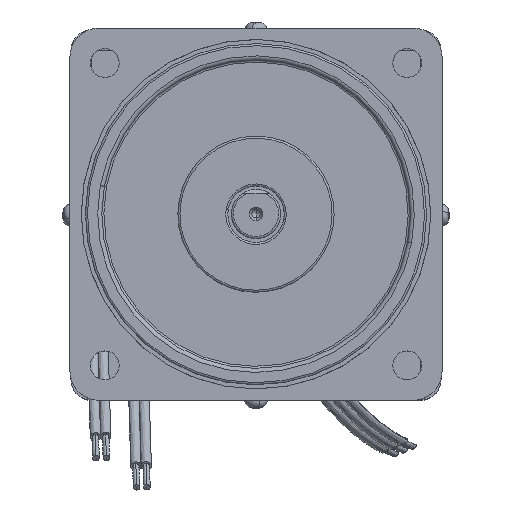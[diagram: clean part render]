
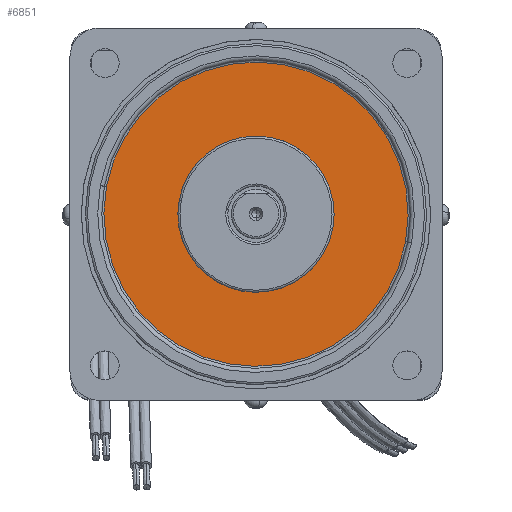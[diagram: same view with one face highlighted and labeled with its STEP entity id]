
A CAD part, top view. The second image highlights one B-rep face of the part: STEP entity #6851.
In plain terms, the highlighted face is planar.
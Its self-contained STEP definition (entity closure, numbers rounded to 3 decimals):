
#3583 = CIRCLE ( 'NONE', #3590, 37. ) ;
#3589 = CARTESIAN_POINT ( 'NONE',  ( 0., 0., -20.5 ) ) ;
#3590 = AXIS2_PLACEMENT_3D ( 'NONE', #3589, #3828, #3827 ) ;
#3592 = FACE_OUTER_BOUND ( 'NONE', #6970, .T. ) ;
#3593 = DIRECTION ( 'NONE',  ( 1., 0., 0. ) ) ;
#3594 = DIRECTION ( 'NONE',  ( 0., 0., 1. ) ) ;
#3595 = CARTESIAN_POINT ( 'NONE',  ( 0., 0., -20.5 ) ) ;
#3596 = DIRECTION ( 'NONE',  ( 1., 0., 0. ) ) ;
#3597 = DIRECTION ( 'NONE',  ( 0., 0., 1. ) ) ;
#3598 = FACE_BOUND ( 'NONE', #6969, .T. ) ;
#3599 = AXIS2_PLACEMENT_3D ( 'NONE', #3699, #3597, #3596 ) ;
#3605 = CIRCLE ( 'NONE', #3611, 19. ) ;
#3609 = PLANE ( 'NONE',  #3599 ) ;
#3611 = AXIS2_PLACEMENT_3D ( 'NONE', #3595, #3594, #3593 ) ;
#3699 = CARTESIAN_POINT ( 'NONE',  ( 0., 37.5, -20.5 ) ) ;
#3827 = DIRECTION ( 'NONE',  ( 1., 0., 0. ) ) ;
#3828 = DIRECTION ( 'NONE',  ( 0., 0., -1. ) ) ;
#4044 = CARTESIAN_POINT ( 'NONE',  ( 19., 0., -20.5 ) ) ;
#4045 = CARTESIAN_POINT ( 'NONE',  ( -37., 0., -20.5 ) ) ;
#4047 = CARTESIAN_POINT ( 'NONE',  ( 37., 0., -20.5 ) ) ;
#4049 = CARTESIAN_POINT ( 'NONE',  ( -19., 0., -20.5 ) ) ;
#4052 = AXIS2_PLACEMENT_3D ( 'NONE', #4061, #4060, #4059 ) ;
#4059 = DIRECTION ( 'NONE',  ( 1., 0., 0. ) ) ;
#4060 = DIRECTION ( 'NONE',  ( 0., 0., -1. ) ) ;
#4061 = CARTESIAN_POINT ( 'NONE',  ( 0., 0., -20.5 ) ) ;
#4065 = CIRCLE ( 'NONE', #4052, 37. ) ;
#4071 = DIRECTION ( 'NONE',  ( 1., 0., 0. ) ) ;
#4072 = DIRECTION ( 'NONE',  ( 0., 0., 1. ) ) ;
#4073 = CARTESIAN_POINT ( 'NONE',  ( 0., 0., -20.5 ) ) ;
#4074 = AXIS2_PLACEMENT_3D ( 'NONE', #4073, #4072, #4071 ) ;
#4090 = CIRCLE ( 'NONE', #4074, 19. ) ;
#6849 = ORIENTED_EDGE ( 'NONE', *, *, #7024, .T. ) ;
#6850 = EDGE_CURVE ( 'NONE', #7006, #7004, #3605, .T. ) ;
#6851 = ADVANCED_FACE ( 'NONE', ( #3592, #3598 ), #3609, .F. ) ;
#6852 = EDGE_CURVE ( 'NONE', #7039, #7027, #3583, .T. ) ;
#6888 = ORIENTED_EDGE ( 'NONE', *, *, #7013, .T. ) ;
#6889 = ORIENTED_EDGE ( 'NONE', *, *, #6850, .T. ) ;
#6965 = ORIENTED_EDGE ( 'NONE', *, *, #6852, .T. ) ;
#6969 = EDGE_LOOP ( 'NONE', ( #6888, #6889 ) ) ;
#6970 = EDGE_LOOP ( 'NONE', ( #6849, #6965 ) ) ;
#7004 = VERTEX_POINT ( 'NONE', #4044 ) ;
#7006 = VERTEX_POINT ( 'NONE', #4049 ) ;
#7013 = EDGE_CURVE ( 'NONE', #7004, #7006, #4090, .T. ) ;
#7024 = EDGE_CURVE ( 'NONE', #7027, #7039, #4065, .T. ) ;
#7027 = VERTEX_POINT ( 'NONE', #4047 ) ;
#7039 = VERTEX_POINT ( 'NONE', #4045 ) ;
